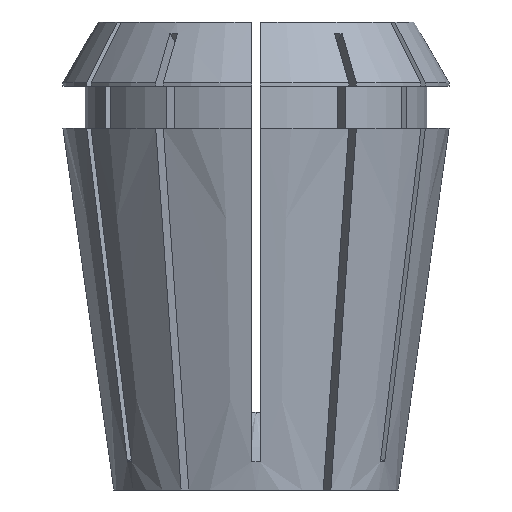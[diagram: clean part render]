
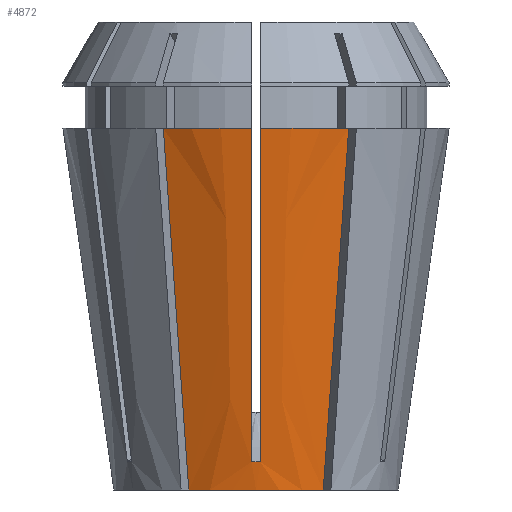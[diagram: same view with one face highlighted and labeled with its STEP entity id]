
A CAD part, left-side view. The second image highlights one B-rep face of the part: STEP entity #4872.
In plain terms, the highlighted conical face has half-angle 8 degrees and reference radius 12.158 mm.
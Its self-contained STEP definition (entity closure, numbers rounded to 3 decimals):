
#126 = CARTESIAN_POINT ( 'NONE',  ( -16.496, -0.375, 30.9 ) ) ;
#172 = CARTESIAN_POINT ( 'NONE',  ( -12.076, 6.539, 11.212 ) ) ;
#211 = CARTESIAN_POINT ( 'NONE',  ( -13.868, 7.574, 25.93 ) ) ;
#212 = EDGE_CURVE ( 'NONE', #1546, #4729, #4691, .T. ) ;
#271 = CARTESIAN_POINT ( 'NONE',  ( -14.752, -0.375, 18.491 ) ) ;
#284 = CARTESIAN_POINT ( 'NONE',  ( -14.752, 0.375, 18.491 ) ) ;
#316 = ORIENTED_EDGE ( 'NONE', *, *, #3644, .T. ) ;
#332 = ORIENTED_EDGE ( 'NONE', *, *, #212, .T. ) ;
#350 = CARTESIAN_POINT ( 'NONE',  ( -12.076, -6.539, 11.212 ) ) ;
#503 = CARTESIAN_POINT ( 'NONE',  ( -12.497, -0.125, 2.399 ) ) ;
#534 = CARTESIAN_POINT ( 'NONE',  ( -14.474, 7.923, 30.9 ) ) ;
#570 = ORIENTED_EDGE ( 'NONE', *, *, #2875, .F. ) ;
#584 = CARTESIAN_POINT ( 'NONE',  ( -10.868, 5.841, 1.284 ) ) ;
#648 = CARTESIAN_POINT ( 'NONE',  ( -13.718, -0.375, 11.137 ) ) ;
#655 = CARTESIAN_POINT ( 'NONE',  ( -12.619, 0.375, 3.324 ) ) ;
#670 = CARTESIAN_POINT ( 'NONE',  ( -12.972, -7.057, 18.571 ) ) ;
#671 = CARTESIAN_POINT ( 'NONE',  ( -16.496, 0.375, 30.9 ) ) ;
#692 = CARTESIAN_POINT ( 'NONE',  ( -14.07, -7.69, 27.587 ) ) ;
#720 = B_SPLINE_CURVE_WITH_KNOTS ( 'NONE', 3,
 ( #2814, #2104, #503, #962 ),
 .UNSPECIFIED., .F., .F.,
 ( 4, 4 ),
 ( 0., 0.001 ),
 .UNSPECIFIED. ) ;
#836 = EDGE_CURVE ( 'NONE', #1735, #3395, #4446, .T. ) ;
#937 = EDGE_CURVE ( 'NONE', #3129, #3536, #4620, .T. ) ;
#962 = CARTESIAN_POINT ( 'NONE',  ( -12.49, -0.375, 2.404 ) ) ;
#1032 = CARTESIAN_POINT ( 'NONE',  ( -12.619, -0.375, 3.324 ) ) ;
#1059 = CARTESIAN_POINT ( 'NONE',  ( -13.718, 0.375, 11.137 ) ) ;
#1073 = CARTESIAN_POINT ( 'NONE',  ( -11.18, -6.022, 3.852 ) ) ;
#1217 = CARTESIAN_POINT ( 'NONE',  ( 0., 0., 0. ) ) ;
#1293 = CARTESIAN_POINT ( 'NONE',  ( -12.49, 0.375, 2.404 ) ) ;
#1338 = ORIENTED_EDGE ( 'NONE', *, *, #1771, .F. ) ;
#1407 = CARTESIAN_POINT ( 'NONE',  ( -16.022, 0.375, 27.53 ) ) ;
#1429 = CARTESIAN_POINT ( 'NONE',  ( -15.785, -0.375, 25.845 ) ) ;
#1438 = CARTESIAN_POINT ( 'NONE',  ( -12.684, 0.375, 3.784 ) ) ;
#1508 = AXIS2_PLACEMENT_3D ( 'NONE', #2327, #4597, #4533 ) ;
#1514 = CARTESIAN_POINT ( 'NONE',  ( -10.711, -5.751, 0. ) ) ;
#1546 = VERTEX_POINT ( 'NONE', #3905 ) ;
#1594 = DIRECTION ( 'NONE',  ( 0., 0., 1. ) ) ;
#1730 = B_SPLINE_CURVE_WITH_KNOTS ( 'NONE', 3,
 ( #2981, #2251, #692, #3361, #670, #350, #1073, #4100, #1828, #3344 ),
 .UNSPECIFIED., .F., .F.,
 ( 4, 3, 3, 4 ),
 ( 0.064, 0.069, 0.091, 0.095 ),
 .UNSPECIFIED. ) ;
#1733 = CARTESIAN_POINT ( 'NONE',  ( -14.272, 7.807, 29.243 ) ) ;
#1735 = VERTEX_POINT ( 'NONE', #2321 ) ;
#1737 = DIRECTION ( 'NONE',  ( 0., 0., -1. ) ) ;
#1771 = EDGE_CURVE ( 'NONE', #4175, #4178, #720, .T. ) ;
#1779 = FACE_OUTER_BOUND ( 'NONE', #2556, .T. ) ;
#1792 = CARTESIAN_POINT ( 'NONE',  ( -16.259, -0.375, 29.215 ) ) ;
#1828 = CARTESIAN_POINT ( 'NONE',  ( -10.868, -5.841, 1.284 ) ) ;
#1839 = CARTESIAN_POINT ( 'NONE',  ( -14.474, 7.923, 30.9 ) ) ;
#2088 = CONICAL_SURFACE ( 'NONE', #3706, 12.158, 0.14 ) ;
#2104 = CARTESIAN_POINT ( 'NONE',  ( -12.497, 0.125, 2.399 ) ) ;
#2156 = CARTESIAN_POINT ( 'NONE',  ( -12.49, -0.375, 2.404 ) ) ;
#2251 = CARTESIAN_POINT ( 'NONE',  ( -14.272, -7.807, 29.243 ) ) ;
#2321 = CARTESIAN_POINT ( 'NONE',  ( -14.474, -7.923, 30.9 ) ) ;
#2326 = AXIS2_PLACEMENT_3D ( 'NONE', #3766, #3396, #3378 ) ;
#2327 = CARTESIAN_POINT ( 'NONE',  ( 0., 0., 30.9 ) ) ;
#2401 = EDGE_CURVE ( 'NONE', #1546, #4175, #3428, .T. ) ;
#2456 = CARTESIAN_POINT ( 'NONE',  ( -14.07, 7.69, 27.587 ) ) ;
#2475 = CARTESIAN_POINT ( 'NONE',  ( -11.024, 5.932, 2.568 ) ) ;
#2556 = EDGE_LOOP ( 'NONE', ( #332, #4530, #4111, #570, #4771, #316, #1338, #2608 ) ) ;
#2564 = CARTESIAN_POINT ( 'NONE',  ( -16.496, -0.375, 30.9 ) ) ;
#2608 = ORIENTED_EDGE ( 'NONE', *, *, #2401, .F. ) ;
#2814 = CARTESIAN_POINT ( 'NONE',  ( -12.49, 0.375, 2.404 ) ) ;
#2875 = EDGE_CURVE ( 'NONE', #1735, #3129, #1730, .T. ) ;
#2928 = CARTESIAN_POINT ( 'NONE',  ( -16.022, -0.375, 27.53 ) ) ;
#2981 = CARTESIAN_POINT ( 'NONE',  ( -14.474, -7.923, 30.9 ) ) ;
#2987 = CARTESIAN_POINT ( 'NONE',  ( -12.684, -0.375, 3.784 ) ) ;
#3129 = VERTEX_POINT ( 'NONE', #1514 ) ;
#3333 = CARTESIAN_POINT ( 'NONE',  ( -15.785, 0.375, 25.845 ) ) ;
#3344 = CARTESIAN_POINT ( 'NONE',  ( -10.711, -5.751, 0. ) ) ;
#3361 = CARTESIAN_POINT ( 'NONE',  ( -13.868, -7.574, 25.93 ) ) ;
#3378 = DIRECTION ( 'NONE',  ( -1., 0., 0. ) ) ;
#3395 = VERTEX_POINT ( 'NONE', #126 ) ;
#3396 = DIRECTION ( 'NONE',  ( 0., 0., -1. ) ) ;
#3428 = B_SPLINE_CURVE_WITH_KNOTS ( 'NONE', 3,
 ( #671, #4081, #1407, #3333, #284, #1059, #1438, #655, #3699, #1293 ),
 .UNSPECIFIED., .F., .F.,
 ( 4, 3, 3, 4 ),
 ( 0.065, 0.07, 0.092, 0.094 ),
 .UNSPECIFIED. ) ;
#3536 = VERTEX_POINT ( 'NONE', #3985 ) ;
#3624 = CARTESIAN_POINT ( 'NONE',  ( 0., 0., 30.9 ) ) ;
#3631 = CARTESIAN_POINT ( 'NONE',  ( -10.711, 5.751, 0. ) ) ;
#3644 = EDGE_CURVE ( 'NONE', #3395, #4178, #4317, .T. ) ;
#3668 = B_SPLINE_CURVE_WITH_KNOTS ( 'NONE', 3,
 ( #534, #1733, #2456, #211, #3975, #172, #4359, #2475, #584, #3631 ),
 .UNSPECIFIED., .F., .F.,
 ( 4, 3, 3, 4 ),
 ( 0.064, 0.069, 0.091, 0.095 ),
 .UNSPECIFIED. ) ;
#3691 = CARTESIAN_POINT ( 'NONE',  ( -12.554, -0.375, 2.864 ) ) ;
#3699 = CARTESIAN_POINT ( 'NONE',  ( -12.554, 0.375, 2.864 ) ) ;
#3706 = AXIS2_PLACEMENT_3D ( 'NONE', #1217, #1594, #4192 ) ;
#3766 = CARTESIAN_POINT ( 'NONE',  ( 0., 0., 0. ) ) ;
#3905 = CARTESIAN_POINT ( 'NONE',  ( -16.496, 0.375, 30.9 ) ) ;
#3975 = CARTESIAN_POINT ( 'NONE',  ( -12.972, 7.057, 18.571 ) ) ;
#3985 = CARTESIAN_POINT ( 'NONE',  ( -10.711, 5.751, 0. ) ) ;
#4081 = CARTESIAN_POINT ( 'NONE',  ( -16.259, 0.375, 29.215 ) ) ;
#4082 = CARTESIAN_POINT ( 'NONE',  ( -12.49, 0.375, 2.404 ) ) ;
#4100 = CARTESIAN_POINT ( 'NONE',  ( -11.024, -5.932, 2.568 ) ) ;
#4111 = ORIENTED_EDGE ( 'NONE', *, *, #937, .F. ) ;
#4175 = VERTEX_POINT ( 'NONE', #4082 ) ;
#4178 = VERTEX_POINT ( 'NONE', #2156 ) ;
#4192 = DIRECTION ( 'NONE',  ( 1., 0., 0. ) ) ;
#4193 = AXIS2_PLACEMENT_3D ( 'NONE', #3624, #1737, #4382 ) ;
#4317 = B_SPLINE_CURVE_WITH_KNOTS ( 'NONE', 3,
 ( #2564, #1792, #2928, #1429, #271, #648, #2987, #1032, #3691, #4871 ),
 .UNSPECIFIED., .F., .F.,
 ( 4, 3, 3, 4 ),
 ( 0.065, 0.07, 0.092, 0.094 ),
 .UNSPECIFIED. ) ;
#4359 = CARTESIAN_POINT ( 'NONE',  ( -11.18, 6.022, 3.852 ) ) ;
#4382 = DIRECTION ( 'NONE',  ( -1., 0., 0. ) ) ;
#4446 = CIRCLE ( 'NONE', #4193, 16.5 ) ;
#4493 = EDGE_CURVE ( 'NONE', #4729, #3536, #3668, .T. ) ;
#4530 = ORIENTED_EDGE ( 'NONE', *, *, #4493, .T. ) ;
#4533 = DIRECTION ( 'NONE',  ( -1., 0., 0. ) ) ;
#4597 = DIRECTION ( 'NONE',  ( 0., 0., -1. ) ) ;
#4620 = CIRCLE ( 'NONE', #2326, 12.158 ) ;
#4691 = CIRCLE ( 'NONE', #1508, 16.5 ) ;
#4729 = VERTEX_POINT ( 'NONE', #1839 ) ;
#4771 = ORIENTED_EDGE ( 'NONE', *, *, #836, .T. ) ;
#4871 = CARTESIAN_POINT ( 'NONE',  ( -12.49, -0.375, 2.404 ) ) ;
#4872 = ADVANCED_FACE ( 'NONE', ( #1779 ), #2088, .T. ) ;
